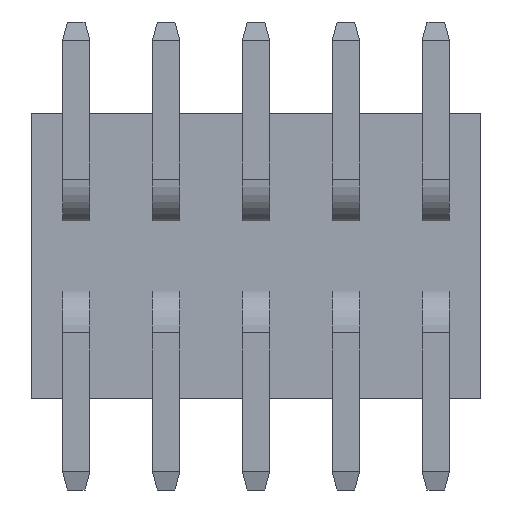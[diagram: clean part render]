
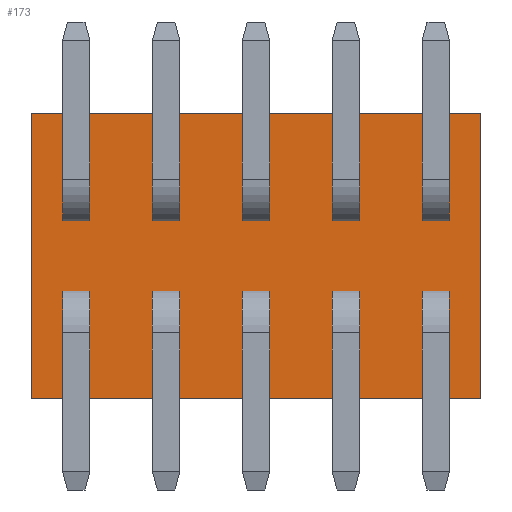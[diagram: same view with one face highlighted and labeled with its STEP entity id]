
A CAD part, front view. The second image highlights one B-rep face of the part: STEP entity #173.
In plain terms, the highlighted planar face has unit normal (0, -1, 0).
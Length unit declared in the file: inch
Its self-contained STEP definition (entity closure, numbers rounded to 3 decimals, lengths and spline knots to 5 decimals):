
#173 = ADVANCED_FACE( '', ( #411 ), #412, .F. );
#411 = FACE_OUTER_BOUND( '', #876, .T. );
#412 = PLANE( '', #877 );
#876 = EDGE_LOOP( '', ( #1368, #1369, #1370, #1371 ) );
#877 = AXIS2_PLACEMENT_3D( '', #1372, #1373, #1374 );
#1368 = ORIENTED_EDGE( '', *, *, #3255, .T. );
#1369 = ORIENTED_EDGE( '', *, *, #3256, .F. );
#1370 = ORIENTED_EDGE( '', *, *, #3241, .F. );
#1371 = ORIENTED_EDGE( '', *, *, #3254, .T. );
#1372 = CARTESIAN_POINT( '', ( 0.09843, 0., 0.0625 ) );
#1373 = DIRECTION( '', ( 0., 1., 0. ) );
#1374 = DIRECTION( '', ( 0., 0., 1. ) );
#3241 = EDGE_CURVE( '', #3848, #3850, #3851, .T. );
#3254 = EDGE_CURVE( '', #3848, #3872, #3874, .T. );
#3255 = EDGE_CURVE( '', #3872, #3875, #3876, .T. );
#3256 = EDGE_CURVE( '', #3850, #3875, #3877, .T. );
#3848 = VERTEX_POINT( '', #4832 );
#3850 = VERTEX_POINT( '', #4835 );
#3851 = LINE( '', #4836, #4837 );
#3872 = VERTEX_POINT( '', #4869 );
#3874 = LINE( '', #4872, #4873 );
#3875 = VERTEX_POINT( '', #4874 );
#3876 = LINE( '', #4875, #4876 );
#3877 = LINE( '', #4877, #4878 );
#4832 = CARTESIAN_POINT( '', ( 0.09843, 0., 0.0625 ) );
#4835 = CARTESIAN_POINT( '', ( 0.09843, 0., -0.0625 ) );
#4836 = CARTESIAN_POINT( '', ( 0.09843, 0., 0.0625 ) );
#4837 = VECTOR( '', #6389, 39.37008 );
#4869 = CARTESIAN_POINT( '', ( -0.09843, 0., 0.0625 ) );
#4872 = CARTESIAN_POINT( '', ( 0.09843, 0., 0.0625 ) );
#4873 = VECTOR( '', #6402, 39.37008 );
#4874 = CARTESIAN_POINT( '', ( -0.09843, 0., -0.0625 ) );
#4875 = CARTESIAN_POINT( '', ( -0.09843, 0., 0.0625 ) );
#4876 = VECTOR( '', #6403, 39.37008 );
#4877 = CARTESIAN_POINT( '', ( 0.09843, 0., -0.0625 ) );
#4878 = VECTOR( '', #6404, 39.37008 );
#6389 = DIRECTION( '', ( 0., 0., -1. ) );
#6402 = DIRECTION( '', ( -1., 0., 0. ) );
#6403 = DIRECTION( '', ( 0., 0., -1. ) );
#6404 = DIRECTION( '', ( -1., 0., 0. ) );
